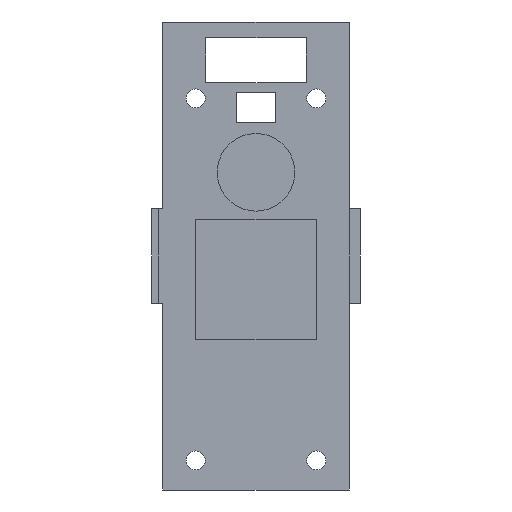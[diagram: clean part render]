
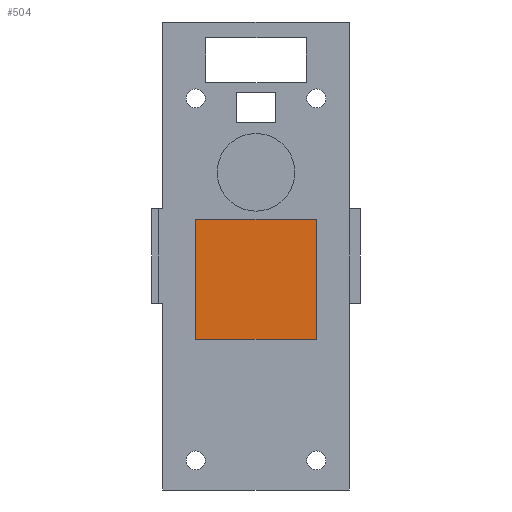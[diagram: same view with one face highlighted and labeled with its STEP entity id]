
A CAD part, front view. The second image highlights one B-rep face of the part: STEP entity #504.
In plain terms, the highlighted planar face has unit normal (0, -1, 0).
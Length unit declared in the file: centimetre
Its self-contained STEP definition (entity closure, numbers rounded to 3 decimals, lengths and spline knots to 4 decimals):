
#15 = VECTOR ( 'NONE', #1610, 100. ) ;
#16 = LINE ( 'NONE', #1075, #15 ) ;
#181 = EDGE_CURVE ( 'NONE', #847, #1658, #1318, .T. ) ;
#201 = ORIENTED_EDGE ( 'NONE', *, *, #231, .T. ) ;
#204 = CARTESIAN_POINT ( 'NONE',  ( -0.95, 0.44, -1.3161 ) ) ;
#231 = EDGE_CURVE ( 'NONE', #1308, #1534, #16, .T. ) ;
#255 = PLANE ( 'NONE',  #1090 ) ;
#256 = DIRECTION ( 'NONE',  ( 0., 0., 1. ) ) ;
#308 = CARTESIAN_POINT ( 'NONE',  ( 0.95, 0.44, -1.3161 ) ) ;
#409 = CARTESIAN_POINT ( 'NONE',  ( -0.95, 0.44, 0.5839 ) ) ;
#410 = ORIENTED_EDGE ( 'NONE', *, *, #181, .T. ) ;
#412 = ORIENTED_EDGE ( 'NONE', *, *, #1095, .T. ) ;
#456 = LINE ( 'NONE', #308, #823 ) ;
#470 = EDGE_LOOP ( 'NONE', ( #201, #1171, #410, #412 ) ) ;
#504 = ADVANCED_FACE ( 'NONE', ( #1394 ), #255, .F. ) ;
#624 = LINE ( 'NONE', #643, #1421 ) ;
#643 = CARTESIAN_POINT ( 'NONE',  ( 0.95, 0.44, 0.5839 ) ) ;
#676 = CARTESIAN_POINT ( 'NONE',  ( 0.95, 0.44, 0.5839 ) ) ;
#823 = VECTOR ( 'NONE', #1497, 100. ) ;
#847 = VERTEX_POINT ( 'NONE', #1677 ) ;
#902 = DIRECTION ( 'NONE',  ( 0., 1., 0. ) ) ;
#1048 = CARTESIAN_POINT ( 'NONE',  ( 0., 0.44, 0. ) ) ;
#1073 = VECTOR ( 'NONE', #256, 100. ) ;
#1075 = CARTESIAN_POINT ( 'NONE',  ( -0.95, 0.44, -1.3161 ) ) ;
#1090 = AXIS2_PLACEMENT_3D ( 'NONE', #1048, #902, #1309 ) ;
#1095 = EDGE_CURVE ( 'NONE', #1658, #1308, #624, .T. ) ;
#1171 = ORIENTED_EDGE ( 'NONE', *, *, #1328, .T. ) ;
#1175 = DIRECTION ( 'NONE',  ( -1., 0., 0. ) ) ;
#1308 = VERTEX_POINT ( 'NONE', #409 ) ;
#1309 = DIRECTION ( 'NONE',  ( 0., 0., 1. ) ) ;
#1318 = LINE ( 'NONE', #1329, #1073 ) ;
#1328 = EDGE_CURVE ( 'NONE', #1534, #847, #456, .T. ) ;
#1329 = CARTESIAN_POINT ( 'NONE',  ( 0.95, 0.44, -1.3161 ) ) ;
#1394 = FACE_OUTER_BOUND ( 'NONE', #470, .T. ) ;
#1421 = VECTOR ( 'NONE', #1175, 100. ) ;
#1497 = DIRECTION ( 'NONE',  ( 1., 0., 0. ) ) ;
#1534 = VERTEX_POINT ( 'NONE', #204 ) ;
#1610 = DIRECTION ( 'NONE',  ( 0., 0., -1. ) ) ;
#1658 = VERTEX_POINT ( 'NONE', #676 ) ;
#1677 = CARTESIAN_POINT ( 'NONE',  ( 0.95, 0.44, -1.3161 ) ) ;
